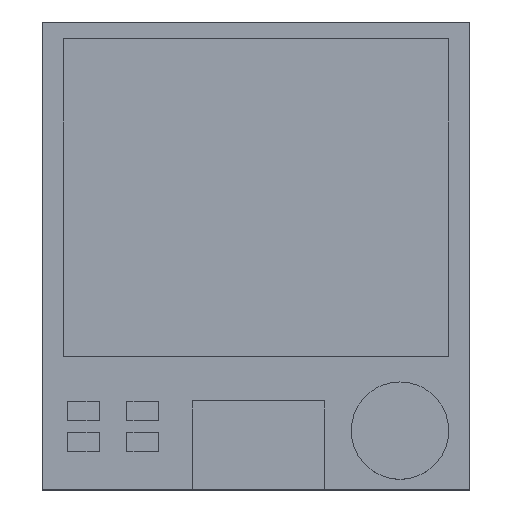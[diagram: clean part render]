
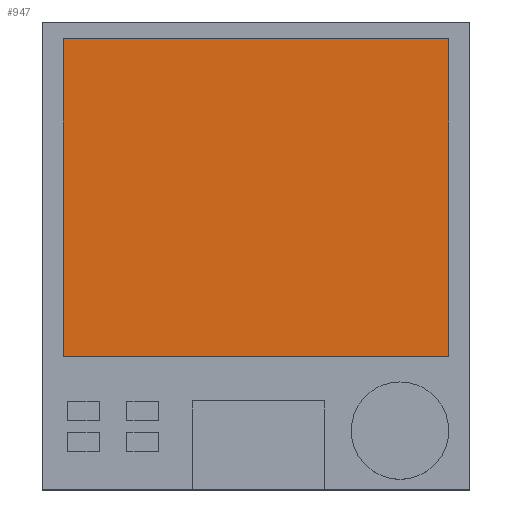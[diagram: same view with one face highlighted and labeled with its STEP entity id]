
A CAD part, top view. The second image highlights one B-rep face of the part: STEP entity #947.
In plain terms, the highlighted planar face has unit normal (0, 0, 1).
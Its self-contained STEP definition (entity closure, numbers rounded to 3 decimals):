
#70=FACE_OUTER_BOUND('',#133,.T.);
#133=EDGE_LOOP('',(#710,#711,#712,#713));
#207=LINE('',#1434,#323);
#210=LINE('',#1440,#326);
#213=LINE('',#1446,#329);
#216=LINE('',#1450,#332);
#323=VECTOR('',#1170,10.);
#326=VECTOR('',#1175,10.);
#329=VECTOR('',#1180,10.);
#332=VECTOR('',#1185,10.);
#434=VERTEX_POINT('',#1431);
#435=VERTEX_POINT('',#1433);
#437=VERTEX_POINT('',#1439);
#439=VERTEX_POINT('',#1445);
#531=EDGE_CURVE('',#435,#434,#207,.T.);
#534=EDGE_CURVE('',#437,#435,#210,.T.);
#537=EDGE_CURVE('',#439,#437,#213,.T.);
#540=EDGE_CURVE('',#434,#439,#216,.T.);
#710=ORIENTED_EDGE('',*,*,#540,.T.);
#711=ORIENTED_EDGE('',*,*,#537,.T.);
#712=ORIENTED_EDGE('',*,*,#534,.T.);
#713=ORIENTED_EDGE('',*,*,#531,.T.);
#886=PLANE('',#1039);
#947=ADVANCED_FACE('',(#70),#886,.T.);
#1039=AXIS2_PLACEMENT_3D('',#1451,#1186,#1187);
#1170=DIRECTION('',(0.,-1.,0.));
#1175=DIRECTION('',(-1.,0.,0.));
#1180=DIRECTION('',(0.,1.,0.));
#1185=DIRECTION('',(1.,0.,0.));
#1186=DIRECTION('center_axis',(0.,0.,1.));
#1187=DIRECTION('ref_axis',(1.,0.,0.));
#1431=CARTESIAN_POINT('',(1.,6.3,3.65));
#1433=CARTESIAN_POINT('',(1.,21.3,3.65));
#1434=CARTESIAN_POINT('',(1.,6.3,3.65));
#1439=CARTESIAN_POINT('',(19.2,21.3,3.65));
#1440=CARTESIAN_POINT('',(1.,21.3,3.65));
#1445=CARTESIAN_POINT('',(19.2,6.3,3.65));
#1446=CARTESIAN_POINT('',(19.2,21.3,3.65));
#1450=CARTESIAN_POINT('',(19.2,6.3,3.65));
#1451=CARTESIAN_POINT('Origin',(10.1,13.8,3.65));
